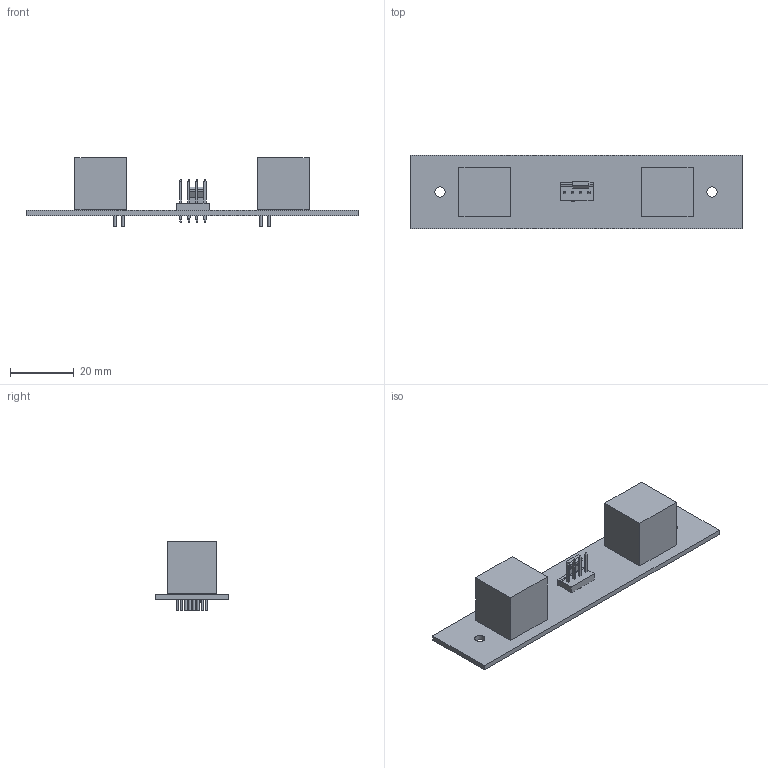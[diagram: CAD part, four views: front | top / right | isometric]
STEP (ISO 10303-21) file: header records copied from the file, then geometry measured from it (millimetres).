
FILE_DESCRIPTION(('KiCad electronic assembly'),'2;1');
FILE_NAME('DIYFAN _interface_V1.step','2025-03-10T16:30:31',('Pcbnew'),( 'Kicad'),'Open CASCADE STEP processor 7.8','KiCad to STEP converter' ,'Unknown');
FILE_SCHEMA(('AUTOMOTIVE_DESIGN { 1 0 10303 214 1 1 1 1 }'));
Length unit declared in the file: millimetre
Products named in the file (6): DIYFAN _interface_V1 1; 615008160321; ASSEMBLY; 47053-1000; 470531000; DIYFAN _interface_V1_PCB
Assembly tree (6 placements, depth 3):
  DIYFAN _interface_V1 1
    615008160321  x2
      ASSEMBLY
    47053-1000
      470531000
    DIYFAN _interface_V1_PCB
Bounding box: 103.89 x 22.86 x 21.45 mm (x, y, z)
Volume: 12123.6 mm3; surface area: 9003.3 mm2
Topology: 24 solids, 24 shells, 206 faces, 423 edges, 284 vertices
Faces by surface type: plane 156, cylinder 49, cone 1
Full cylindrical faces by diameter (mm): 0.7 x16, 0.9 x16, 1.02 x4, 1.3 x1, 3 x4, 3.2 x6
Entity records: 4879 total; most frequent: DIRECTION 824, CARTESIAN_POINT 814, ORIENTED_EDGE 742, EDGE_CURVE 371, LINE 292, VECTOR 292, AXIS2_PLACEMENT_3D 266, VERTEX_POINT 236
